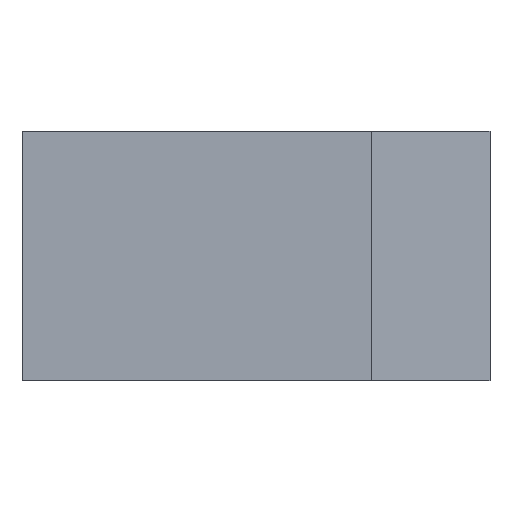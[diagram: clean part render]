
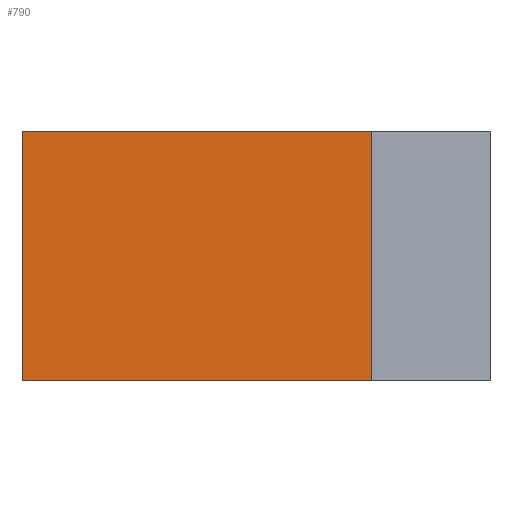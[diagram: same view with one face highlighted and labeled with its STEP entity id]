
A CAD part, left-side view. The second image highlights one B-rep face of the part: STEP entity #790.
In plain terms, the highlighted planar face has unit normal (-1, 0, 0).
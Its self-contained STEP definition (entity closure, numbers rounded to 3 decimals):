
#15 = DIRECTION ( 'NONE',  ( 1., 0., 0. ) ) ;
#65 = CARTESIAN_POINT ( 'NONE',  ( -32.5, 42.5, 20. ) ) ;
#138 = EDGE_CURVE ( 'NONE', #623, #202, #852, .T. ) ;
#188 = ORIENTED_EDGE ( 'NONE', *, *, #138, .T. ) ;
#202 = VERTEX_POINT ( 'NONE', #1149 ) ;
#232 = DIRECTION ( 'NONE',  ( 0., 0., -1. ) ) ;
#249 = ORIENTED_EDGE ( 'NONE', *, *, #1532, .F. ) ;
#342 = LINE ( 'NONE', #704, #1316 ) ;
#343 = LINE ( 'NONE', #840, #1322 ) ;
#355 = ORIENTED_EDGE ( 'NONE', *, *, #439, .T. ) ;
#412 = LINE ( 'NONE', #1403, #903 ) ;
#422 = EDGE_LOOP ( 'NONE', ( #355, #249, #1188, #188 ) ) ;
#435 = AXIS2_PLACEMENT_3D ( 'NONE', #1365, #15, #743 ) ;
#439 = EDGE_CURVE ( 'NONE', #202, #1377, #342, .T. ) ;
#559 = DIRECTION ( 'NONE',  ( 0., -1., 0. ) ) ;
#614 = FACE_OUTER_BOUND ( 'NONE', #422, .T. ) ;
#623 = VERTEX_POINT ( 'NONE', #65 ) ;
#704 = CARTESIAN_POINT ( 'NONE',  ( -32.5, 13.462, -20. ) ) ;
#743 = DIRECTION ( 'NONE',  ( 0., 0., -1. ) ) ;
#782 = DIRECTION ( 'NONE',  ( 0., -1., 0. ) ) ;
#790 = ADVANCED_FACE ( 'NONE', ( #614 ), #864, .F. ) ;
#840 = CARTESIAN_POINT ( 'NONE',  ( -32.5, -13.462, 20. ) ) ;
#852 = LINE ( 'NONE', #1351, #1313 ) ;
#864 = PLANE ( 'NONE',  #435 ) ;
#892 = CARTESIAN_POINT ( 'NONE',  ( -32.5, -13.462, 20. ) ) ;
#903 = VECTOR ( 'NONE', #782, 1000. ) ;
#942 = EDGE_CURVE ( 'NONE', #623, #1539, #412, .T. ) ;
#1066 = CARTESIAN_POINT ( 'NONE',  ( -32.5, -13.462, -20. ) ) ;
#1149 = CARTESIAN_POINT ( 'NONE',  ( -32.5, 42.5, -20. ) ) ;
#1188 = ORIENTED_EDGE ( 'NONE', *, *, #942, .F. ) ;
#1313 = VECTOR ( 'NONE', #232, 1000. ) ;
#1316 = VECTOR ( 'NONE', #559, 1000. ) ;
#1322 = VECTOR ( 'NONE', #1538, 1000. ) ;
#1351 = CARTESIAN_POINT ( 'NONE',  ( -32.5, 42.5, 20. ) ) ;
#1365 = CARTESIAN_POINT ( 'NONE',  ( -32.5, 13.462, 20. ) ) ;
#1377 = VERTEX_POINT ( 'NONE', #1066 ) ;
#1403 = CARTESIAN_POINT ( 'NONE',  ( -32.5, 42.5, 20. ) ) ;
#1532 = EDGE_CURVE ( 'NONE', #1539, #1377, #343, .T. ) ;
#1538 = DIRECTION ( 'NONE',  ( 0., 0., -1. ) ) ;
#1539 = VERTEX_POINT ( 'NONE', #892 ) ;
